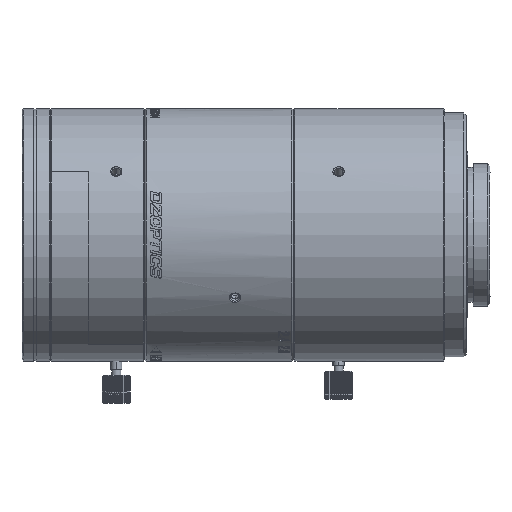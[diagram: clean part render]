
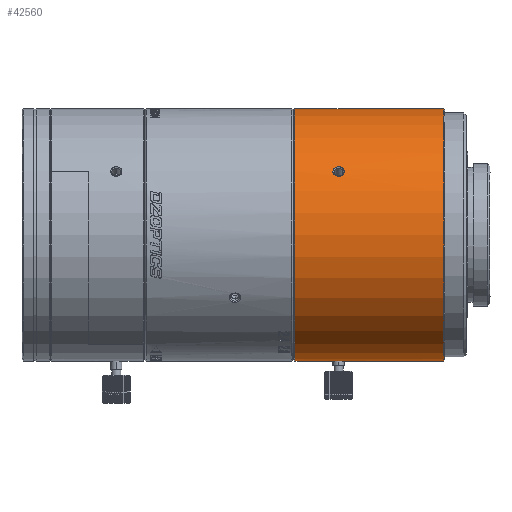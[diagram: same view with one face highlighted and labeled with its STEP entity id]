
A CAD part, top view. The second image highlights one B-rep face of the part: STEP entity #42560.
In plain terms, the highlighted cylindrical face has radius 22.5 mm (diameter 45 mm), a partial arc.
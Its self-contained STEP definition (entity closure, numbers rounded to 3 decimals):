
#8520=CARTESIAN_POINT('',(-7.617,11.25,19.486));
#8521=CARTESIAN_POINT('',(-7.617,11.151,19.543));
#8522=CARTESIAN_POINT('',(-7.579,10.964,19.649));
#8523=CARTESIAN_POINT('',(-7.405,10.695,19.796));
#8524=CARTESIAN_POINT('',(-7.134,10.496,19.902));
#8525=CARTESIAN_POINT('',(-6.797,10.387,19.959));
#8526=CARTESIAN_POINT('',(-6.436,10.387,19.959));
#8527=CARTESIAN_POINT('',(-6.099,10.497,19.902));
#8528=CARTESIAN_POINT('',(-5.828,10.696,19.796));
#8529=CARTESIAN_POINT('',(-5.654,10.965,19.648));
#8530=CARTESIAN_POINT('',(-5.617,11.152,19.542));
#8531=CARTESIAN_POINT('',(-5.617,11.25,19.486));
#8533=CARTESIAN_POINT('',(-5.617,11.25,19.486));
#8534=CARTESIAN_POINT('',(-5.617,11.349,19.428));
#8535=CARTESIAN_POINT('',(-5.655,11.535,19.319));
#8536=CARTESIAN_POINT('',(-5.829,11.797,19.16));
#8537=CARTESIAN_POINT('',(-6.1,11.988,19.041));
#8538=CARTESIAN_POINT('',(-6.437,12.091,18.975));
#8539=CARTESIAN_POINT('',(-6.797,12.091,18.975));
#8540=CARTESIAN_POINT('',(-7.134,11.987,19.041));
#8541=CARTESIAN_POINT('',(-7.405,11.796,19.161));
#8542=CARTESIAN_POINT('',(-7.579,11.534,19.32));
#8543=CARTESIAN_POINT('',(-7.617,11.349,19.429));
#8544=CARTESIAN_POINT('',(-7.617,11.25,19.486));
#8546=CARTESIAN_POINT('',(-6.617,-22.478,1.));
#8547=CARTESIAN_POINT('',(-6.724,-22.478,
1.));
#8548=CARTESIAN_POINT('',(-6.927,-22.479,
0.967));
#8549=CARTESIAN_POINT('',(-7.212,-22.485,
0.824));
#8550=CARTESIAN_POINT('',(-7.439,-22.493,
0.599));
#8551=CARTESIAN_POINT('',(-7.583,-22.498,
0.315));
#8552=CARTESIAN_POINT('',(-7.617,-22.5,0.109));
#8553=CARTESIAN_POINT('',(-7.617,-22.5,0.));
#8555=DIRECTION('',(-1.,0.,0.));
#8556=VECTOR('',#8555,4.9);
#8557=CARTESIAN_POINT('',(-7.617,-22.5,0.));
#8558=LINE('',#8557,#8556);
#8559=DIRECTION('',(-1.,0.,0.));
#8560=VECTOR('',#8559,1.5);
#8561=CARTESIAN_POINT('',(-12.517,-22.499,0.2));
#8562=LINE('',#8561,#8560);
#8563=DIRECTION('',(-1.,0.,0.));
#8564=VECTOR('',#8563,0.4);
#8565=CARTESIAN_POINT('',(-14.017,-22.5,0.));
#8566=LINE('',#8565,#8564);
#8567=CARTESIAN_POINT('',(-14.417,0.,0.));
#8568=DIRECTION('',(-1.,0.,0.));
#8569=DIRECTION('',(0.,-1.,0.));
#8570=AXIS2_PLACEMENT_3D('',#8567,#8568,#8569);
#8572=DIRECTION('',(1.,0.,0.));
#8573=VECTOR('',#8572,26.5);
#8574=CARTESIAN_POINT('',(-14.417,22.5,0.));
#8575=LINE('',#8574,#8573);
#8576=CARTESIAN_POINT('',(12.083,0.,0.));
#8577=DIRECTION('',(1.,0.,0.));
#8578=DIRECTION('',(0.,1.,0.));
#8579=AXIS2_PLACEMENT_3D('',#8576,#8577,#8578);
#8581=DIRECTION('',(-1.,0.,0.));
#8582=VECTOR('',#8581,17.7);
#8583=CARTESIAN_POINT('',(12.083,-22.5,
0.));
#8584=LINE('',#8583,#8582);
#8585=CARTESIAN_POINT('',(-5.617,-22.5,0.));
#8586=CARTESIAN_POINT('',(-5.617,-22.5,0.109));
#8587=CARTESIAN_POINT('',(-5.651,-22.498,
0.316));
#8588=CARTESIAN_POINT('',(-5.796,-22.493,
0.6));
#8589=CARTESIAN_POINT('',(-6.02,-22.485,
0.823));
#8590=CARTESIAN_POINT('',(-6.307,-22.479,
0.968));
#8591=CARTESIAN_POINT('',(-6.51,-22.478,
1.));
#8592=CARTESIAN_POINT('',(-6.617,-22.478,1.));
#8646=CARTESIAN_POINT('',(-7.617,-22.5,0.));
#8662=CARTESIAN_POINT('',(-5.617,-22.5,0.));
#12457=CARTESIAN_POINT('',(-14.017,0.,0.));
#12458=DIRECTION('',(-1.,0.,0.));
#12459=DIRECTION('',(0.,-1.,0.));
#12460=AXIS2_PLACEMENT_3D('',#12457,#12458,#12459);
#12470=CARTESIAN_POINT('',(-12.517,0.,0.));
#12471=DIRECTION('',(-1.,0.,0.));
#12472=DIRECTION('',(0.,-1.,0.));
#12473=AXIS2_PLACEMENT_3D('',#12470,#12471,#12472);
#28926=CARTESIAN_POINT('',(-14.417,22.5,0.));
#28927=CARTESIAN_POINT('',(12.083,22.5,
0.));
#28928=VERTEX_POINT('',#28926);
#28929=VERTEX_POINT('',#28927);
#28930=CARTESIAN_POINT('',(-14.017,-22.5,0.));
#28931=CARTESIAN_POINT('',(-14.417,-22.5,0.));
#28932=VERTEX_POINT('',#28930);
#28933=VERTEX_POINT('',#28931);
#28938=CARTESIAN_POINT('',(-12.517,-22.5,0.));
#28939=VERTEX_POINT('',#28938);
#28942=CARTESIAN_POINT('',(-12.517,-22.499,0.2));
#28943=VERTEX_POINT('',#28942);
#28944=CARTESIAN_POINT('',(-14.017,-22.499,0.2));
#28945=VERTEX_POINT('',#28944);
#28946=VERTEX_POINT('',#8520);
#28947=VERTEX_POINT('',#8531);
#28976=CARTESIAN_POINT('',(12.083,-22.5,
0.));
#28978=VERTEX_POINT('',#28976);
#33410=VERTEX_POINT('',#8646);
#33412=VERTEX_POINT('',#8662);
#33413=VERTEX_POINT('',#8546);
#42526=CARTESIAN_POINT('',(-1.167,0.,0.));
#42527=DIRECTION('',(-1.,0.,0.));
#42528=DIRECTION('',(0.,-1.,0.));
#42529=AXIS2_PLACEMENT_3D('',#42526,#42527,#42528);
#42530=CYLINDRICAL_SURFACE('',#42529,22.5);
#42532=ORIENTED_EDGE('',*,*,#42531,.T.);
#42534=ORIENTED_EDGE('',*,*,#42533,.T.);
#42536=ORIENTED_EDGE('',*,*,#42535,.T.);
#42538=ORIENTED_EDGE('',*,*,#42537,.T.);
#42540=ORIENTED_EDGE('',*,*,#42539,.F.);
#42542=ORIENTED_EDGE('',*,*,#42541,.T.);
#42543=ORIENTED_EDGE('',*,*,#42520,.T.);
#42545=ORIENTED_EDGE('',*,*,#42544,.T.);
#42547=ORIENTED_EDGE('',*,*,#42546,.T.);
#42549=ORIENTED_EDGE('',*,*,#42548,.T.);
#42551=ORIENTED_EDGE('',*,*,#42550,.T.);
#42552=EDGE_LOOP('',(#42532,#42534,#42536,#42538,#42540,#42542,#42543,#42545,
#42547,#42549,#42551));
#42553=FACE_OUTER_BOUND('',#42552,.F.);
#42555=ORIENTED_EDGE('',*,*,#42554,.T.);
#42557=ORIENTED_EDGE('',*,*,#42556,.T.);
#42558=EDGE_LOOP('',(#42555,#42557));
#42559=FACE_BOUND('',#42558,.F.);
#8532=B_SPLINE_CURVE_WITH_KNOTS('',3,(#8520,#8521,#8522,#8523,#8524,#8525,#8526,
#8527,#8528,#8529,#8530,#8531),.UNSPECIFIED.,.F.,.F.,(4,1,1,1,1,1,1,1,1,4),
(0.,0.111,0.222,0.333,0.444,
0.556,0.667,0.778,0.889,1.),
.UNSPECIFIED.);
#8545=B_SPLINE_CURVE_WITH_KNOTS('',3,(#8533,#8534,#8535,#8536,#8537,#8538,#8539,
#8540,#8541,#8542,#8543,#8544),.UNSPECIFIED.,.F.,.F.,(4,1,1,1,1,1,1,1,1,4),
(0.,0.111,0.222,0.333,0.444,
0.556,0.667,0.778,0.889,1.),
.UNSPECIFIED.);
#8554=B_SPLINE_CURVE_WITH_KNOTS('',3,(#8546,#8547,#8548,#8549,#8550,#8551,#8552,
#8553),.UNSPECIFIED.,.F.,.F.,(4,1,1,1,1,4),(0.,0.2,0.4,0.6,0.8,1.),
.UNSPECIFIED.);
#8571=CIRCLE('',#8570,22.5);
#8580=CIRCLE('',#8579,22.5);
#8593=B_SPLINE_CURVE_WITH_KNOTS('',3,(#8585,#8586,#8587,#8588,#8589,#8590,#8591,
#8592),.UNSPECIFIED.,.F.,.F.,(4,1,1,1,1,4),(0.,0.2,0.4,0.6,0.8,1.),
.UNSPECIFIED.);
#12461=CIRCLE('',#12460,22.5);
#12474=CIRCLE('',#12473,22.5);
#42520=EDGE_CURVE('',#28933,#28928,#8571,.T.);
#42531=EDGE_CURVE('',#33413,#33410,#8554,.T.);
#42533=EDGE_CURVE('',#33410,#28939,#8558,.T.);
#42535=EDGE_CURVE('',#28939,#28943,#12474,.T.);
#42537=EDGE_CURVE('',#28943,#28945,#8562,.T.);
#42539=EDGE_CURVE('',#28932,#28945,#12461,.T.);
#42541=EDGE_CURVE('',#28932,#28933,#8566,.T.);
#42544=EDGE_CURVE('',#28928,#28929,#8575,.T.);
#42546=EDGE_CURVE('',#28929,#28978,#8580,.T.);
#42548=EDGE_CURVE('',#28978,#33412,#8584,.T.);
#42550=EDGE_CURVE('',#33412,#33413,#8593,.T.);
#42554=EDGE_CURVE('',#28946,#28947,#8532,.T.);
#42556=EDGE_CURVE('',#28947,#28946,#8545,.T.);
#42560=ADVANCED_FACE('',(#42553,#42559),#42530,.T.);
